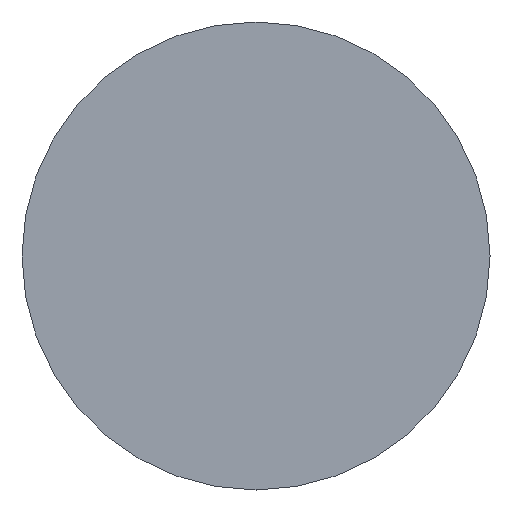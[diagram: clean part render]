
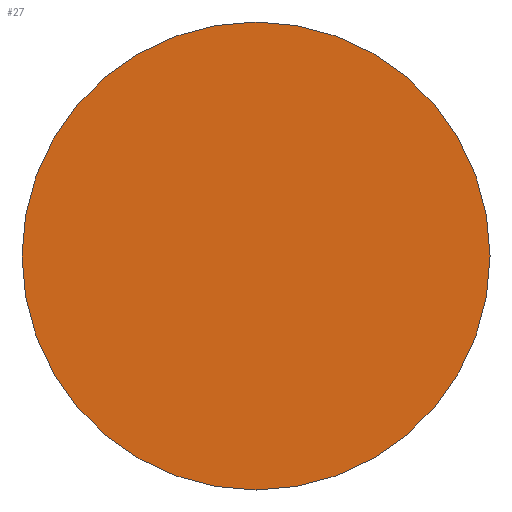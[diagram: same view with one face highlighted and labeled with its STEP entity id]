
A CAD part, front view. The second image highlights one B-rep face of the part: STEP entity #27.
In plain terms, the highlighted planar face has unit normal (0, -1, 0).
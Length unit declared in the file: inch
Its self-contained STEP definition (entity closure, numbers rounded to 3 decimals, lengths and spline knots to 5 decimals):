
#8 = CARTESIAN_POINT ( 'NONE',  ( 0., 0., -0.3125 ) ) ;
#18 = DIRECTION ( 'NONE',  ( 0., -1., 0. ) ) ;
#21 = VERTEX_POINT ( 'NONE', #8 ) ;
#23 = CARTESIAN_POINT ( 'NONE',  ( 0., 0., 0. ) ) ;
#27 = ADVANCED_FACE ( 'NONE', ( #103 ), #121, .T. ) ;
#33 = VERTEX_POINT ( 'NONE', #272 ) ;
#44 = DIRECTION ( 'NONE',  ( 0., 0., -1. ) ) ;
#45 = DIRECTION ( 'NONE',  ( 0., -1., 0. ) ) ;
#56 = EDGE_CURVE ( 'NONE', #21, #33, #195, .T. ) ;
#66 = AXIS2_PLACEMENT_3D ( 'NONE', #23, #45, #108 ) ;
#103 = FACE_OUTER_BOUND ( 'NONE', #185, .T. ) ;
#108 = DIRECTION ( 'NONE',  ( 0., 0., -1. ) ) ;
#121 = PLANE ( 'NONE',  #178 ) ;
#139 = EDGE_CURVE ( 'NONE', #33, #21, #214, .T. ) ;
#178 = AXIS2_PLACEMENT_3D ( 'NONE', #285, #18, #259 ) ;
#182 = AXIS2_PLACEMENT_3D ( 'NONE', #198, #275, #44 ) ;
#185 = EDGE_LOOP ( 'NONE', ( #290, #239 ) ) ;
#195 = CIRCLE ( 'NONE', #66, 0.3125 ) ;
#198 = CARTESIAN_POINT ( 'NONE',  ( 0., 0., 0. ) ) ;
#214 = CIRCLE ( 'NONE', #182, 0.3125 ) ;
#239 = ORIENTED_EDGE ( 'NONE', *, *, #139, .T. ) ;
#259 = DIRECTION ( 'NONE',  ( 0., 0., -1. ) ) ;
#272 = CARTESIAN_POINT ( 'NONE',  ( 0., 0., 0.3125 ) ) ;
#275 = DIRECTION ( 'NONE',  ( 0., -1., 0. ) ) ;
#285 = CARTESIAN_POINT ( 'NONE',  ( 0., 0., 0. ) ) ;
#290 = ORIENTED_EDGE ( 'NONE', *, *, #56, .T. ) ;
